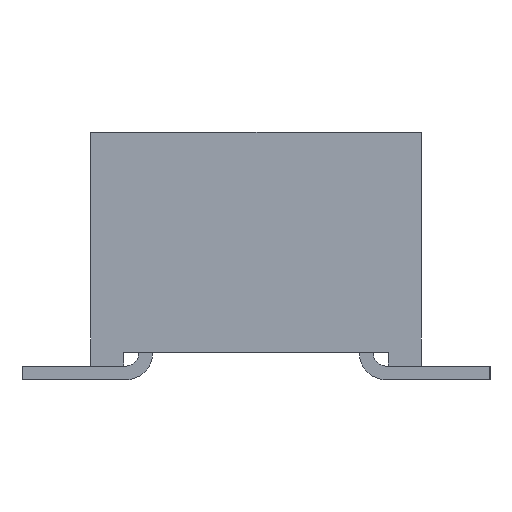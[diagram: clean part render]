
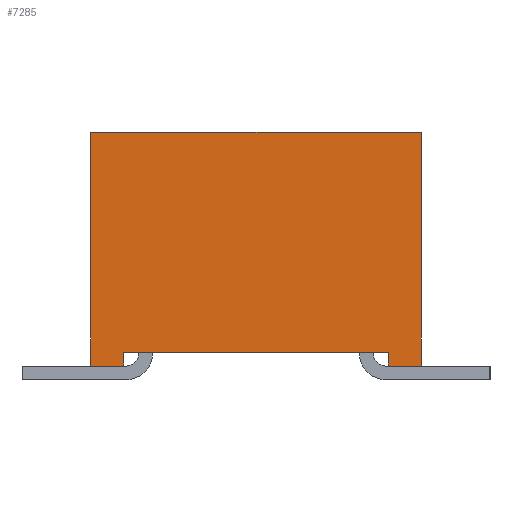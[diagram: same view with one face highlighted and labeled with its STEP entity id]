
A CAD part, left-side view. The second image highlights one B-rep face of the part: STEP entity #7285.
In plain terms, the highlighted planar face has unit normal (-1, 0, 0).
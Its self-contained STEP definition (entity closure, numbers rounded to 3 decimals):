
#7285 = ADVANCED_FACE('',(#7286),#7352,.F.);
#7286 = FACE_BOUND('',#7287,.T.);
#7287 = EDGE_LOOP('',(#7288,#7298,#7306,#7314,#7322,#7330,#7338,#7346));
#7288 = ORIENTED_EDGE('',*,*,#7289,.T.);
#7289 = EDGE_CURVE('',#7290,#7292,#7294,.T.);
#7290 = VERTEX_POINT('',#7291);
#7291 = CARTESIAN_POINT('',(-17.361,-1.219,0.277));
#7292 = VERTEX_POINT('',#7293);
#7293 = CARTESIAN_POINT('',(-17.361,-1.219,0.15));
#7294 = LINE('',#7295,#7296);
#7295 = CARTESIAN_POINT('',(-17.361,-1.219,0.277));
#7296 = VECTOR('',#7297,1.);
#7297 = DIRECTION('',(0.,0.,-1.));
#7298 = ORIENTED_EDGE('',*,*,#7299,.T.);
#7299 = EDGE_CURVE('',#7292,#7300,#7302,.T.);
#7300 = VERTEX_POINT('',#7301);
#7301 = CARTESIAN_POINT('',(-17.361,-1.524,0.15));
#7302 = LINE('',#7303,#7304);
#7303 = CARTESIAN_POINT('',(-17.361,1.524,0.15));
#7304 = VECTOR('',#7305,1.);
#7305 = DIRECTION('',(0.,-1.,0.));
#7306 = ORIENTED_EDGE('',*,*,#7307,.F.);
#7307 = EDGE_CURVE('',#7308,#7300,#7310,.T.);
#7308 = VERTEX_POINT('',#7309);
#7309 = CARTESIAN_POINT('',(-17.361,-1.524,2.309));
#7310 = LINE('',#7311,#7312);
#7311 = CARTESIAN_POINT('',(-17.361,-1.524,2.309));
#7312 = VECTOR('',#7313,1.);
#7313 = DIRECTION('',(0.,0.,-1.));
#7314 = ORIENTED_EDGE('',*,*,#7315,.F.);
#7315 = EDGE_CURVE('',#7316,#7308,#7318,.T.);
#7316 = VERTEX_POINT('',#7317);
#7317 = CARTESIAN_POINT('',(-17.361,1.524,2.309));
#7318 = LINE('',#7319,#7320);
#7319 = CARTESIAN_POINT('',(-17.361,1.524,2.309));
#7320 = VECTOR('',#7321,1.);
#7321 = DIRECTION('',(0.,-1.,0.));
#7322 = ORIENTED_EDGE('',*,*,#7323,.T.);
#7323 = EDGE_CURVE('',#7316,#7324,#7326,.T.);
#7324 = VERTEX_POINT('',#7325);
#7325 = CARTESIAN_POINT('',(-17.361,1.524,0.15));
#7326 = LINE('',#7327,#7328);
#7327 = CARTESIAN_POINT('',(-17.361,1.524,2.309));
#7328 = VECTOR('',#7329,1.);
#7329 = DIRECTION('',(0.,0.,-1.));
#7330 = ORIENTED_EDGE('',*,*,#7331,.T.);
#7331 = EDGE_CURVE('',#7324,#7332,#7334,.T.);
#7332 = VERTEX_POINT('',#7333);
#7333 = CARTESIAN_POINT('',(-17.361,1.219,0.15));
#7334 = LINE('',#7335,#7336);
#7335 = CARTESIAN_POINT('',(-17.361,1.524,0.15));
#7336 = VECTOR('',#7337,1.);
#7337 = DIRECTION('',(0.,-1.,0.));
#7338 = ORIENTED_EDGE('',*,*,#7339,.T.);
#7339 = EDGE_CURVE('',#7332,#7340,#7342,.T.);
#7340 = VERTEX_POINT('',#7341);
#7341 = CARTESIAN_POINT('',(-17.361,1.219,0.277));
#7342 = LINE('',#7343,#7344);
#7343 = CARTESIAN_POINT('',(-17.361,1.219,0.023));
#7344 = VECTOR('',#7345,1.);
#7345 = DIRECTION('',(0.,0.,1.));
#7346 = ORIENTED_EDGE('',*,*,#7347,.T.);
#7347 = EDGE_CURVE('',#7340,#7290,#7348,.T.);
#7348 = LINE('',#7349,#7350);
#7349 = CARTESIAN_POINT('',(-17.361,1.219,0.277));
#7350 = VECTOR('',#7351,1.);
#7351 = DIRECTION('',(0.,-1.,0.));
#7352 = PLANE('',#7353);
#7353 = AXIS2_PLACEMENT_3D('',#7354,#7355,#7356);
#7354 = CARTESIAN_POINT('',(-17.361,1.524,2.309));
#7355 = DIRECTION('',(1.,0.,0.));
#7356 = DIRECTION('',(0.,1.,0.));
